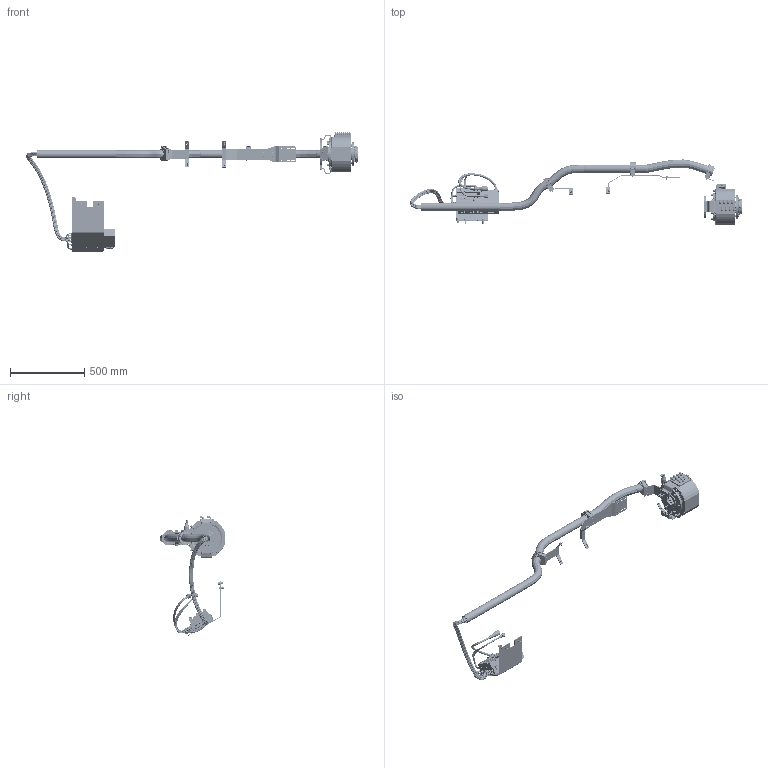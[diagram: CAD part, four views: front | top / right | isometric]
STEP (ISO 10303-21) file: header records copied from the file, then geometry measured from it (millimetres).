
FILE_DESCRIPTION (( 'STEP AP203' ), '1' );
FILE_NAME ('TS151L-602.STEP', '2020-04-21T09:44:05', ( '' ), ( '' ), 'SwSTEP 2.0', 'SolidWorks 2019', '' );
FILE_SCHEMA (( 'CONFIG_CONTROL_DESIGN' ));
Products named in the file (1): TS151L-602
Bounding box: 2228.43 x 436.55 x 800.34 mm (x, y, z)
Volume: 14002628 mm3; surface area: 2683788.4 mm2
Topology: 225 solids, 225 shells, 8785 faces, 21576 edges, 13944 vertices
Faces by surface type: plane 3488, cylinder 2860, bspline 1599, cone 492, torus 290, sphere 56
Entity records: 415047 total; most frequent: CARTESIAN_POINT 208026, ORIENTED_EDGE 44318, DIRECTION 39454, EDGE_CURVE 22159, VERTEX_POINT 14374, AXIS2_PLACEMENT_3D 14194, LINE 11066, VECTOR 11066
